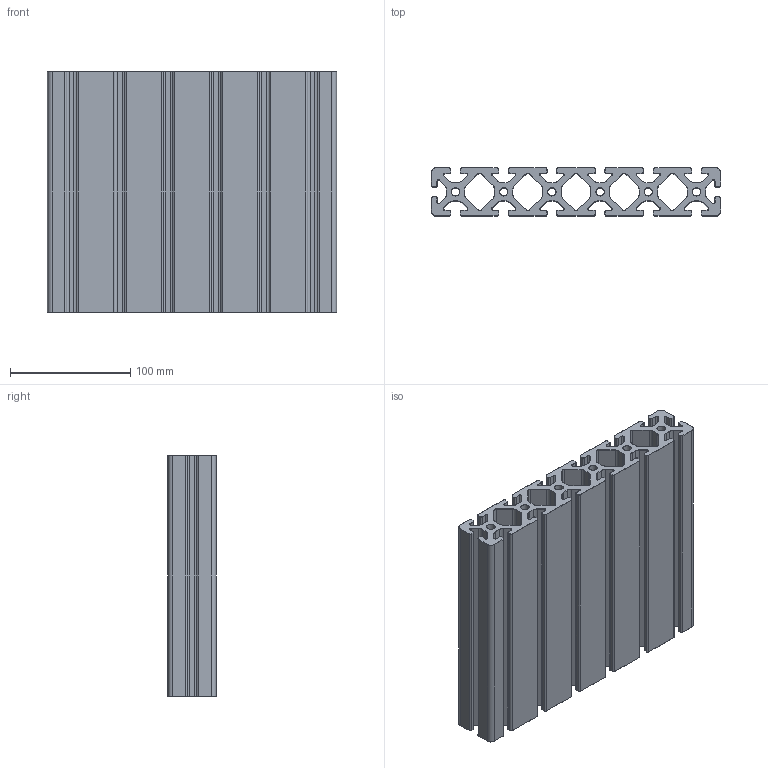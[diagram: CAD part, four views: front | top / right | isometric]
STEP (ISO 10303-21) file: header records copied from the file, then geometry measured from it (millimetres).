
FILE_DESCRIPTION(/* description */ (''),/* implementation_level */ '2;1');
FILE_NAME(/* name */ '1025885.step',/* time_stamp */ '2023-11-08T15:02:52+01:00',/* author */ (''),/* organization */ (''),/* preprocessor_version */ 'ST-DEVELOPER v20',/* originating_system */ 'Autodesk Translation Framework v12.14.0.127',/* authorisation */ '');
FILE_SCHEMA (('AUTOMOTIVE_DESIGN { 1 0 10303 214 3 1 1 }'));
Length unit declared in the file: millimetre
Products named in the file (1): 1025885
Bounding box: 240 x 40 x 200 mm (x, y, z)
Volume: 947788.2 mm3; surface area: 335011.7 mm2
Topology: 1 solids, 1 shells, 896 faces, 2092 edges, 1198 vertices
Faces by surface type: cylinder 444, torus 304, plane 148
Full cylindrical faces by diameter (mm): 6.8 x6
Entity records: 25519 total; most frequent: DIRECTION 5096, CARTESIAN_POINT 4187, ORIENTED_EDGE 4184, AXIS2_PLACEMENT_3D 2107, EDGE_CURVE 2092, CIRCLE 1210, VERTEX_POINT 1198, EDGE_LOOP 918
